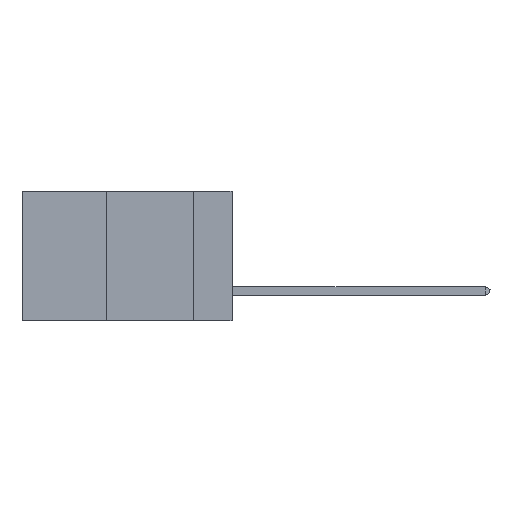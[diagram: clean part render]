
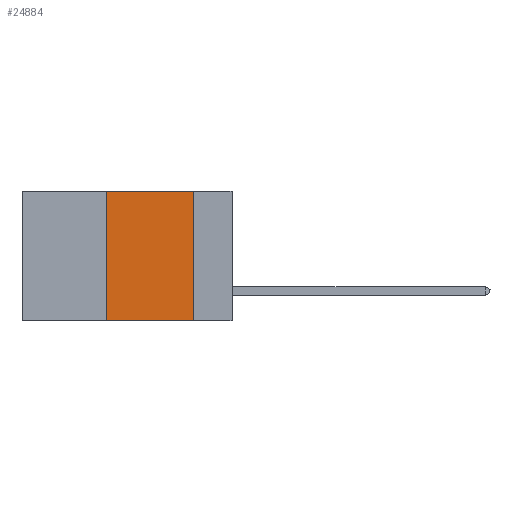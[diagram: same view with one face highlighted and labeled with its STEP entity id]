
A CAD part, left-side view. The second image highlights one B-rep face of the part: STEP entity #24884.
In plain terms, the highlighted planar face has unit normal (-1, 0, 0).
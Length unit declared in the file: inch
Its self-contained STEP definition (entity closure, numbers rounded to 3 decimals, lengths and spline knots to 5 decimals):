
#1478 = ORIENTED_EDGE ( 'NONE', *, *, #27748, .T. ) ;
#2439 = EDGE_CURVE ( 'NONE', #27832, #8878, #11872, .T. ) ;
#2542 = CARTESIAN_POINT ( 'NONE',  ( 0., 0.36, 0. ) ) ;
#3743 = VECTOR ( 'NONE', #24572, 39.37008 ) ;
#4167 = EDGE_LOOP ( 'NONE', ( #14093, #21656, #7843, #1478 ) ) ;
#4407 = EDGE_CURVE ( 'NONE', #8878, #27070, #22473, .T. ) ;
#4663 = CARTESIAN_POINT ( 'NONE',  ( 0., 0.36, 0. ) ) ;
#5535 = CARTESIAN_POINT ( 'NONE',  ( 0., 0.11, 0. ) ) ;
#7014 = VECTOR ( 'NONE', #14368, 39.37008 ) ;
#7843 = ORIENTED_EDGE ( 'NONE', *, *, #24779, .F. ) ;
#8632 = FACE_OUTER_BOUND ( 'NONE', #4167, .T. ) ;
#8878 = VERTEX_POINT ( 'NONE', #10669 ) ;
#9501 = AXIS2_PLACEMENT_3D ( 'NONE', #22168, #24526, #26952 ) ;
#10669 = CARTESIAN_POINT ( 'NONE',  ( 0., 0.11, 0. ) ) ;
#11723 = CARTESIAN_POINT ( 'NONE',  ( 0., 0.36, -0.37 ) ) ;
#11872 = LINE ( 'NONE', #20661, #28218 ) ;
#12019 = PLANE ( 'NONE',  #9501 ) ;
#14093 = ORIENTED_EDGE ( 'NONE', *, *, #4407, .F. ) ;
#14368 = DIRECTION ( 'NONE',  ( 0., -1., 0. ) ) ;
#14609 = CARTESIAN_POINT ( 'NONE',  ( 0., 0.11, -0.37 ) ) ;
#15889 = VERTEX_POINT ( 'NONE', #11723 ) ;
#16923 = CARTESIAN_POINT ( 'NONE',  ( 0., 0.6, -0.37 ) ) ;
#18474 = DIRECTION ( 'NONE',  ( 0., -1., 0. ) ) ;
#20661 = CARTESIAN_POINT ( 'NONE',  ( 0., 0.6, 0. ) ) ;
#20689 = LINE ( 'NONE', #16923, #7014 ) ;
#21656 = ORIENTED_EDGE ( 'NONE', *, *, #2439, .F. ) ;
#22168 = CARTESIAN_POINT ( 'NONE',  ( 0., 0.6, 0. ) ) ;
#22352 = DIRECTION ( 'NONE',  ( 0., 0., -1. ) ) ;
#22473 = LINE ( 'NONE', #5535, #27318 ) ;
#24526 = DIRECTION ( 'NONE',  ( 1., 0., 0. ) ) ;
#24572 = DIRECTION ( 'NONE',  ( 0., 0., 1. ) ) ;
#24779 = EDGE_CURVE ( 'NONE', #15889, #27832, #24929, .T. ) ;
#24884 = ADVANCED_FACE ( 'NONE', ( #8632 ), #12019, .F. ) ;
#24929 = LINE ( 'NONE', #2542, #3743 ) ;
#26952 = DIRECTION ( 'NONE',  ( 0., 0., -1. ) ) ;
#27070 = VERTEX_POINT ( 'NONE', #14609 ) ;
#27318 = VECTOR ( 'NONE', #22352, 39.37008 ) ;
#27748 = EDGE_CURVE ( 'NONE', #15889, #27070, #20689, .T. ) ;
#27832 = VERTEX_POINT ( 'NONE', #4663 ) ;
#28218 = VECTOR ( 'NONE', #18474, 39.37008 ) ;
